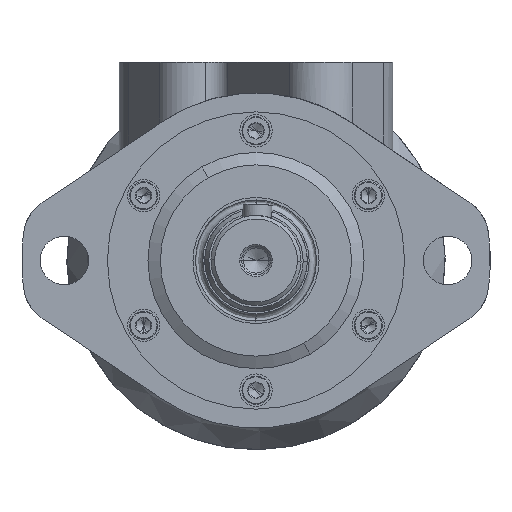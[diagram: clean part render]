
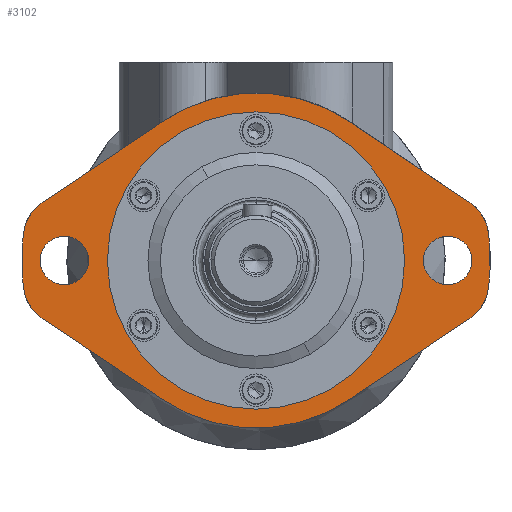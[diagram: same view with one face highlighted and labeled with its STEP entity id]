
A CAD part, front view. The second image highlights one B-rep face of the part: STEP entity #3102.
In plain terms, the highlighted planar face has unit normal (0, -1, 0).
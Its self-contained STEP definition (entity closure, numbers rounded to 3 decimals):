
#275=CARTESIAN_POINT('',(-53.2,-14.,0.));
#276=DIRECTION('',(0.,1.,0.));
#277=DIRECTION('',(0.,0.,1.));
#278=AXIS2_PLACEMENT_3D('',#275,#276,#277);
#280=CARTESIAN_POINT('',(-53.2,-14.,0.));
#281=DIRECTION('',(0.,1.,0.));
#282=DIRECTION('',(0.,0.,-1.));
#283=AXIS2_PLACEMENT_3D('',#280,#281,#282);
#285=CARTESIAN_POINT('',(53.2,-14.,0.));
#286=DIRECTION('',(0.,1.,0.));
#287=DIRECTION('',(0.,0.,1.));
#288=AXIS2_PLACEMENT_3D('',#285,#286,#287);
#290=CARTESIAN_POINT('',(53.2,-14.,0.));
#291=DIRECTION('',(0.,1.,0.));
#292=DIRECTION('',(0.,0.,-1.));
#293=AXIS2_PLACEMENT_3D('',#290,#291,#292);
#295=CARTESIAN_POINT('',(0.,-14.,0.));
#296=DIRECTION('',(0.,-1.,0.));
#297=DIRECTION('',(-0.559,0.,-0.829));
#298=AXIS2_PLACEMENT_3D('',#295,#296,#297);
#300=DIRECTION('',(0.829,0.,-0.559));
#301=VECTOR('',#300,40.234);
#302=CARTESIAN_POINT('',(-59.358,-14.,-16.052));
#303=LINE('',#302,#301);
#304=CARTESIAN_POINT('',(-52.647,-14.,-6.103));
#305=DIRECTION('',(0.,-1.,0.));
#306=DIRECTION('',(-0.993,0.,-0.115));
#307=AXIS2_PLACEMENT_3D('',#304,#305,#306);
#309=CARTESIAN_POINT('',(0.,-14.,0.));
#310=DIRECTION('',(0.,-1.,0.));
#311=DIRECTION('',(-0.993,0.,0.115));
#312=AXIS2_PLACEMENT_3D('',#309,#310,#311);
#314=CARTESIAN_POINT('',(-52.647,-14.,6.103));
#315=DIRECTION('',(0.,-1.,0.));
#316=DIRECTION('',(-0.559,0.,0.829));
#317=AXIS2_PLACEMENT_3D('',#314,#315,#316);
#319=DIRECTION('',(-0.829,0.,-0.559));
#320=VECTOR('',#319,40.234);
#321=CARTESIAN_POINT('',(-26.002,-14.,38.55));
#322=LINE('',#321,#320);
#323=CARTESIAN_POINT('',(0.,-14.,0.));
#324=DIRECTION('',(0.,-1.,0.));
#325=DIRECTION('',(0.559,0.,0.829));
#326=AXIS2_PLACEMENT_3D('',#323,#324,#325);
#328=DIRECTION('',(-0.829,0.,0.559));
#329=VECTOR('',#328,40.234);
#330=CARTESIAN_POINT('',(59.358,-14.,16.052));
#331=LINE('',#330,#329);
#332=CARTESIAN_POINT('',(52.647,-14.,6.103));
#333=DIRECTION('',(0.,-1.,0.));
#334=DIRECTION('',(0.993,0.,0.115));
#335=AXIS2_PLACEMENT_3D('',#332,#333,#334);
#337=CARTESIAN_POINT('',(0.,-14.,0.));
#338=DIRECTION('',(0.,-1.,0.));
#339=DIRECTION('',(0.993,0.,-0.115));
#340=AXIS2_PLACEMENT_3D('',#337,#338,#339);
#342=CARTESIAN_POINT('',(52.647,-14.,-6.103));
#343=DIRECTION('',(0.,-1.,0.));
#344=DIRECTION('',(0.559,0.,-0.829));
#345=AXIS2_PLACEMENT_3D('',#342,#343,#344);
#347=DIRECTION('',(0.829,0.,0.559));
#348=VECTOR('',#347,40.234);
#349=CARTESIAN_POINT('',(26.002,-14.,-38.55));
#350=LINE('',#349,#348);
#351=CARTESIAN_POINT('',(0.,-14.,0.));
#352=DIRECTION('',(0.,-1.,0.));
#353=DIRECTION('',(0.,0.,-1.));
#354=AXIS2_PLACEMENT_3D('',#351,#352,#353);
#356=CARTESIAN_POINT('',(0.,-14.,0.));
#357=DIRECTION('',(0.,-1.,0.));
#358=DIRECTION('',(0.,0.,1.));
#359=AXIS2_PLACEMENT_3D('',#356,#357,#358);
#2405=CARTESIAN_POINT('',(0.,-14.,-41.25));
#2406=CARTESIAN_POINT('',(0.,-14.,41.25));
#2407=VERTEX_POINT('',#2405);
#2408=VERTEX_POINT('',#2406);
#2417=CARTESIAN_POINT('',(-26.002,-14.,-38.55));
#2418=CARTESIAN_POINT('',(26.002,-14.,-38.55));
#2419=VERTEX_POINT('',#2417);
#2420=VERTEX_POINT('',#2418);
#2421=CARTESIAN_POINT('',(59.358,-14.,-16.052));
#2422=VERTEX_POINT('',#2421);
#2423=CARTESIAN_POINT('',(64.568,-14.,-7.485));
#2424=VERTEX_POINT('',#2423);
#2425=CARTESIAN_POINT('',(64.568,-14.,7.485));
#2426=VERTEX_POINT('',#2425);
#2427=CARTESIAN_POINT('',(59.358,-14.,16.052));
#2428=VERTEX_POINT('',#2427);
#2429=CARTESIAN_POINT('',(26.002,-14.,38.55));
#2430=VERTEX_POINT('',#2429);
#2431=CARTESIAN_POINT('',(-26.002,-14.,38.55));
#2432=VERTEX_POINT('',#2431);
#2433=CARTESIAN_POINT('',(-59.358,-14.,16.052));
#2434=VERTEX_POINT('',#2433);
#2435=CARTESIAN_POINT('',(-64.568,-14.,7.485));
#2436=VERTEX_POINT('',#2435);
#2437=CARTESIAN_POINT('',(-64.568,-14.,-7.485));
#2438=VERTEX_POINT('',#2437);
#2439=CARTESIAN_POINT('',(-59.358,-14.,-16.052));
#2440=VERTEX_POINT('',#2439);
#2441=CARTESIAN_POINT('',(-53.2,-14.,6.75));
#2442=CARTESIAN_POINT('',(-53.2,-14.,-6.75));
#2443=VERTEX_POINT('',#2441);
#2444=VERTEX_POINT('',#2442);
#2445=CARTESIAN_POINT('',(53.2,-14.,6.75));
#2446=CARTESIAN_POINT('',(53.2,-14.,-6.75));
#2447=VERTEX_POINT('',#2445);
#2448=VERTEX_POINT('',#2446);
#3054=CARTESIAN_POINT('',(0.,-14.,0.));
#3055=DIRECTION('',(0.,-1.,0.));
#3056=DIRECTION('',(0.,0.,1.));
#3057=AXIS2_PLACEMENT_3D('',#3054,#3055,#3056);
#3058=PLANE('',#3057);
#3060=ORIENTED_EDGE('',*,*,#3059,.F.);
#3062=ORIENTED_EDGE('',*,*,#3061,.F.);
#3064=ORIENTED_EDGE('',*,*,#3063,.F.);
#3066=ORIENTED_EDGE('',*,*,#3065,.F.);
#3068=ORIENTED_EDGE('',*,*,#3067,.F.);
#3070=ORIENTED_EDGE('',*,*,#3069,.F.);
#3072=ORIENTED_EDGE('',*,*,#3071,.F.);
#3074=ORIENTED_EDGE('',*,*,#3073,.F.);
#3076=ORIENTED_EDGE('',*,*,#3075,.F.);
#3078=ORIENTED_EDGE('',*,*,#3077,.F.);
#3080=ORIENTED_EDGE('',*,*,#3079,.F.);
#3082=ORIENTED_EDGE('',*,*,#3081,.F.);
#3083=EDGE_LOOP('',(#3060,#3062,#3064,#3066,#3068,#3070,#3072,#3074,#3076,#3078,
#3080,#3082));
#3084=FACE_OUTER_BOUND('',#3083,.F.);
#3086=ORIENTED_EDGE('',*,*,#3085,.F.);
#3088=ORIENTED_EDGE('',*,*,#3087,.F.);
#3089=EDGE_LOOP('',(#3086,#3088));
#3090=FACE_BOUND('',#3089,.F.);
#3092=ORIENTED_EDGE('',*,*,#3091,.F.);
#3094=ORIENTED_EDGE('',*,*,#3093,.F.);
#3095=EDGE_LOOP('',(#3092,#3094));
#3096=FACE_BOUND('',#3095,.F.);
#3097=ORIENTED_EDGE('',*,*,#3044,.T.);
#3099=ORIENTED_EDGE('',*,*,#3098,.T.);
#3100=EDGE_LOOP('',(#3097,#3099));
#3101=FACE_BOUND('',#3100,.F.);
#3102=ADVANCED_FACE('',(#3084,#3090,#3096,#3101),#3058,.T.);
#279=CIRCLE('',#278,6.75);
#284=CIRCLE('',#283,6.75);
#289=CIRCLE('',#288,6.75);
#294=CIRCLE('',#293,6.75);
#299=CIRCLE('',#298,46.5);
#308=CIRCLE('',#307,12.);
#313=CIRCLE('',#312,65.);
#318=CIRCLE('',#317,12.);
#327=CIRCLE('',#326,46.5);
#336=CIRCLE('',#335,12.);
#341=CIRCLE('',#340,65.);
#346=CIRCLE('',#345,12.);
#355=CIRCLE('',#354,41.25);
#360=CIRCLE('',#359,41.25);
#3044=EDGE_CURVE('',#2407,#2408,#355,.T.);
#3059=EDGE_CURVE('',#2419,#2420,#299,.T.);
#3061=EDGE_CURVE('',#2440,#2419,#303,.T.);
#3063=EDGE_CURVE('',#2438,#2440,#308,.T.);
#3065=EDGE_CURVE('',#2436,#2438,#313,.T.);
#3067=EDGE_CURVE('',#2434,#2436,#318,.T.);
#3069=EDGE_CURVE('',#2432,#2434,#322,.T.);
#3071=EDGE_CURVE('',#2430,#2432,#327,.T.);
#3073=EDGE_CURVE('',#2428,#2430,#331,.T.);
#3075=EDGE_CURVE('',#2426,#2428,#336,.T.);
#3077=EDGE_CURVE('',#2424,#2426,#341,.T.);
#3079=EDGE_CURVE('',#2422,#2424,#346,.T.);
#3081=EDGE_CURVE('',#2420,#2422,#350,.T.);
#3085=EDGE_CURVE('',#2447,#2448,#289,.T.);
#3087=EDGE_CURVE('',#2448,#2447,#294,.T.);
#3091=EDGE_CURVE('',#2443,#2444,#279,.T.);
#3093=EDGE_CURVE('',#2444,#2443,#284,.T.);
#3098=EDGE_CURVE('',#2408,#2407,#360,.T.);
